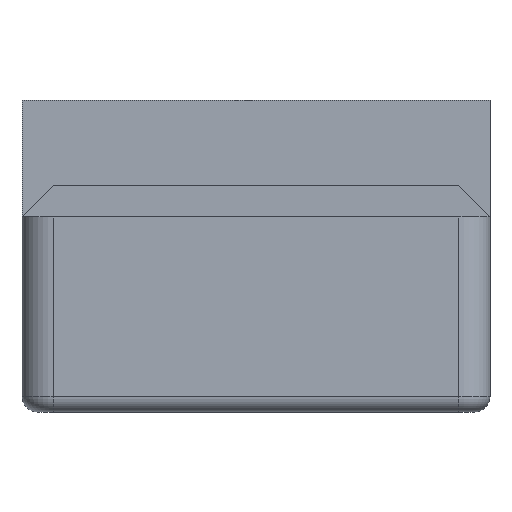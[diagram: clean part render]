
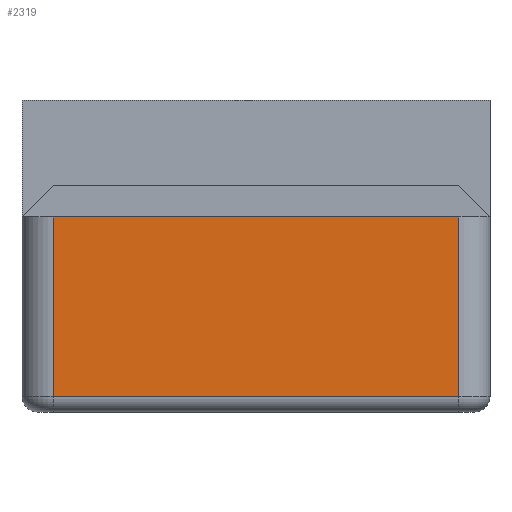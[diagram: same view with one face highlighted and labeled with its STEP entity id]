
A CAD part, front view. The second image highlights one B-rep face of the part: STEP entity #2319.
In plain terms, the highlighted planar face has unit normal (0, -1, 0).
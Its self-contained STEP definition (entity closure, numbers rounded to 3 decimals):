
#240 = PLANE('',#241);
#241 = AXIS2_PLACEMENT_3D('',#242,#243,#244);
#242 = CARTESIAN_POINT('',(0.,2.5,15.));
#243 = DIRECTION('',(0.,0.,1.));
#244 = DIRECTION('',(1.,0.,0.));
#268 = CYLINDRICAL_SURFACE('',#269,4.);
#269 = AXIS2_PLACEMENT_3D('',#270,#271,#272);
#270 = CARTESIAN_POINT('',(26.,-26.,-10.));
#271 = DIRECTION('',(0.,0.,1.));
#272 = DIRECTION('',(1.,0.,0.));
#583 = VERTEX_POINT('',#584);
#584 = CARTESIAN_POINT('',(26.,-30.,-8.));
#606 = EDGE_CURVE('',#583,#607,#609,.T.);
#607 = VERTEX_POINT('',#608);
#608 = CARTESIAN_POINT('',(26.,-30.,15.));
#609 = SURFACE_CURVE('',#610,(#614,#621),.PCURVE_S1.);
#610 = LINE('',#611,#612);
#611 = CARTESIAN_POINT('',(26.,-30.,-10.));
#612 = VECTOR('',#613,1.);
#613 = DIRECTION('',(0.,0.,1.));
#614 = PCURVE('',#268,#615);
#615 = DEFINITIONAL_REPRESENTATION('',(#616),#620);
#616 = LINE('',#617,#618);
#617 = CARTESIAN_POINT('',(-1.571,0.));
#618 = VECTOR('',#619,1.);
#619 = DIRECTION('',(-0.,1.));
#620 = ( GEOMETRIC_REPRESENTATION_CONTEXT(2) 
PARAMETRIC_REPRESENTATION_CONTEXT() REPRESENTATION_CONTEXT('2D SPACE',''
  ) );
#621 = PCURVE('',#622,#627);
#622 = PLANE('',#623);
#623 = AXIS2_PLACEMENT_3D('',#624,#625,#626);
#624 = CARTESIAN_POINT('',(0.,-30.,2.5));
#625 = DIRECTION('',(-0.,-1.,-0.));
#626 = DIRECTION('',(0.,0.,-1.));
#627 = DEFINITIONAL_REPRESENTATION('',(#628),#632);
#628 = LINE('',#629,#630);
#629 = CARTESIAN_POINT('',(12.5,26.));
#630 = VECTOR('',#631,1.);
#631 = DIRECTION('',(-1.,0.));
#632 = ( GEOMETRIC_REPRESENTATION_CONTEXT(2) 
PARAMETRIC_REPRESENTATION_CONTEXT() REPRESENTATION_CONTEXT('2D SPACE',''
  ) );
#765 = VERTEX_POINT('',#766);
#766 = CARTESIAN_POINT('',(-26.,-30.,15.));
#785 = CYLINDRICAL_SURFACE('',#786,4.);
#786 = AXIS2_PLACEMENT_3D('',#787,#788,#789);
#787 = CARTESIAN_POINT('',(-26.,-26.,15.));
#788 = DIRECTION('',(-0.,-0.,-1.));
#789 = DIRECTION('',(0.,-1.,0.));
#797 = EDGE_CURVE('',#607,#765,#798,.T.);
#798 = SURFACE_CURVE('',#799,(#803,#810),.PCURVE_S1.);
#799 = LINE('',#800,#801);
#800 = CARTESIAN_POINT('',(30.,-30.,15.));
#801 = VECTOR('',#802,1.);
#802 = DIRECTION('',(-1.,0.,0.));
#803 = PCURVE('',#240,#804);
#804 = DEFINITIONAL_REPRESENTATION('',(#805),#809);
#805 = LINE('',#806,#807);
#806 = CARTESIAN_POINT('',(30.,-32.5));
#807 = VECTOR('',#808,1.);
#808 = DIRECTION('',(-1.,0.));
#809 = ( GEOMETRIC_REPRESENTATION_CONTEXT(2) 
PARAMETRIC_REPRESENTATION_CONTEXT() REPRESENTATION_CONTEXT('2D SPACE',''
  ) );
#810 = PCURVE('',#622,#811);
#811 = DEFINITIONAL_REPRESENTATION('',(#812),#816);
#812 = LINE('',#813,#814);
#813 = CARTESIAN_POINT('',(-12.5,30.));
#814 = VECTOR('',#815,1.);
#815 = DIRECTION('',(0.,-1.));
#816 = ( GEOMETRIC_REPRESENTATION_CONTEXT(2) 
PARAMETRIC_REPRESENTATION_CONTEXT() REPRESENTATION_CONTEXT('2D SPACE',''
  ) );
#1328 = CYLINDRICAL_SURFACE('',#1329,2.);
#1329 = AXIS2_PLACEMENT_3D('',#1330,#1331,#1332);
#1330 = CARTESIAN_POINT('',(26.,-28.,-8.));
#1331 = DIRECTION('',(-1.,0.,0.));
#1332 = DIRECTION('',(0.,0.,-1.));
#2319 = ADVANCED_FACE('',(#2320),#622,.T.);
#2320 = FACE_BOUND('',#2321,.T.);
#2321 = EDGE_LOOP('',(#2322,#2323,#2324,#2347));
#2322 = ORIENTED_EDGE('',*,*,#606,.T.);
#2323 = ORIENTED_EDGE('',*,*,#797,.T.);
#2324 = ORIENTED_EDGE('',*,*,#2325,.T.);
#2325 = EDGE_CURVE('',#765,#2326,#2328,.T.);
#2326 = VERTEX_POINT('',#2327);
#2327 = CARTESIAN_POINT('',(-26.,-30.,-8.));
#2328 = SURFACE_CURVE('',#2329,(#2333,#2340),.PCURVE_S1.);
#2329 = LINE('',#2330,#2331);
#2330 = CARTESIAN_POINT('',(-26.,-30.,15.));
#2331 = VECTOR('',#2332,1.);
#2332 = DIRECTION('',(-0.,-0.,-1.));
#2333 = PCURVE('',#622,#2334);
#2334 = DEFINITIONAL_REPRESENTATION('',(#2335),#2339);
#2335 = LINE('',#2336,#2337);
#2336 = CARTESIAN_POINT('',(-12.5,-26.));
#2337 = VECTOR('',#2338,1.);
#2338 = DIRECTION('',(1.,0.));
#2339 = ( GEOMETRIC_REPRESENTATION_CONTEXT(2) 
PARAMETRIC_REPRESENTATION_CONTEXT() REPRESENTATION_CONTEXT('2D SPACE',''
  ) );
#2340 = PCURVE('',#785,#2341);
#2341 = DEFINITIONAL_REPRESENTATION('',(#2342),#2346);
#2342 = LINE('',#2343,#2344);
#2343 = CARTESIAN_POINT('',(0.,0.));
#2344 = VECTOR('',#2345,1.);
#2345 = DIRECTION('',(0.,1.));
#2346 = ( GEOMETRIC_REPRESENTATION_CONTEXT(2) 
PARAMETRIC_REPRESENTATION_CONTEXT() REPRESENTATION_CONTEXT('2D SPACE',''
  ) );
#2347 = ORIENTED_EDGE('',*,*,#2348,.F.);
#2348 = EDGE_CURVE('',#583,#2326,#2349,.T.);
#2349 = SURFACE_CURVE('',#2350,(#2354,#2361),.PCURVE_S1.);
#2350 = LINE('',#2351,#2352);
#2351 = CARTESIAN_POINT('',(26.,-30.,-8.));
#2352 = VECTOR('',#2353,1.);
#2353 = DIRECTION('',(-1.,0.,0.));
#2354 = PCURVE('',#622,#2355);
#2355 = DEFINITIONAL_REPRESENTATION('',(#2356),#2360);
#2356 = LINE('',#2357,#2358);
#2357 = CARTESIAN_POINT('',(10.5,26.));
#2358 = VECTOR('',#2359,1.);
#2359 = DIRECTION('',(0.,-1.));
#2360 = ( GEOMETRIC_REPRESENTATION_CONTEXT(2) 
PARAMETRIC_REPRESENTATION_CONTEXT() REPRESENTATION_CONTEXT('2D SPACE',''
  ) );
#2361 = PCURVE('',#1328,#2362);
#2362 = DEFINITIONAL_REPRESENTATION('',(#2363),#2367);
#2363 = LINE('',#2364,#2365);
#2364 = CARTESIAN_POINT('',(1.571,0.));
#2365 = VECTOR('',#2366,1.);
#2366 = DIRECTION('',(0.,1.));
#2367 = ( GEOMETRIC_REPRESENTATION_CONTEXT(2) 
PARAMETRIC_REPRESENTATION_CONTEXT() REPRESENTATION_CONTEXT('2D SPACE',''
  ) );
